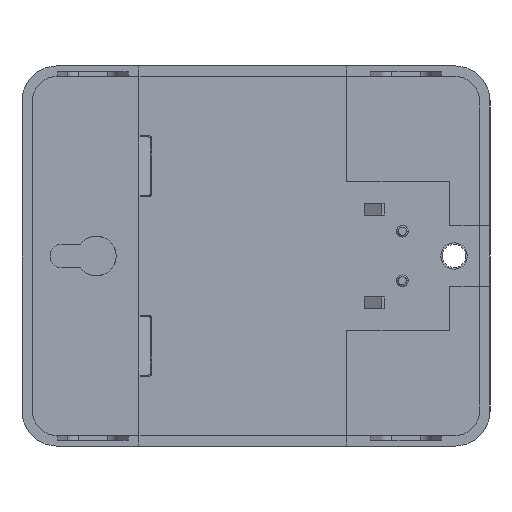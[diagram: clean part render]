
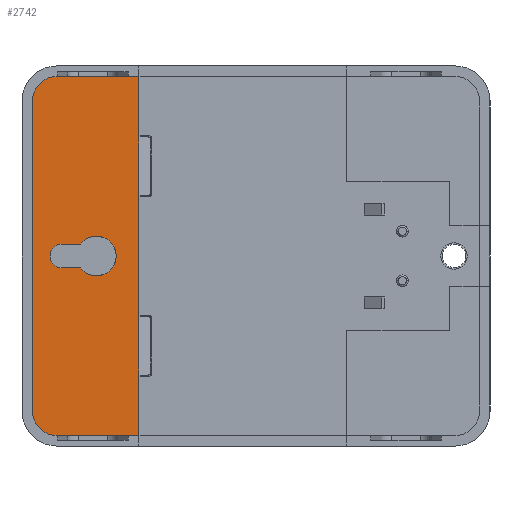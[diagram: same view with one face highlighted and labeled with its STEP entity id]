
A CAD part, left-side view. The second image highlights one B-rep face of the part: STEP entity #2742.
In plain terms, the highlighted face is planar.
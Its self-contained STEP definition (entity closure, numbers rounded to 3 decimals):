
#10 = VERTEX_POINT ( 'NONE', #6519 ) ;
#69 = ORIENTED_EDGE ( 'NONE', *, *, #11280, .T. ) ;
#117 = PLANE ( 'NONE',  #15637 ) ;
#346 = EDGE_CURVE ( 'NONE', #10, #12288, #16791, .T. ) ;
#720 = CARTESIAN_POINT ( 'NONE',  ( 0., -8.189, -28.65 ) ) ;
#862 = VECTOR ( 'NONE', #6737, 1000. ) ;
#1052 = CIRCLE ( 'NONE', #1628, 4.2 ) ;
#1235 = CARTESIAN_POINT ( 'NONE',  ( 0., -5.051, -30.7 ) ) ;
#1540 = VECTOR ( 'NONE', #23666, 1000. ) ;
#1628 = AXIS2_PLACEMENT_3D ( 'NONE', #2916, #2835, #2704 ) ;
#1656 = VECTOR ( 'NONE', #7560, 1000. ) ;
#2380 = LINE ( 'NONE', #7123, #3126 ) ;
#2704 = DIRECTION ( 'NONE',  ( 0., 0., 1. ) ) ;
#2742 = ADVANCED_FACE ( 'NONE', ( #29056, #28329 ), #117, .T. ) ;
#2835 = DIRECTION ( 'NONE',  ( 1., 0., 0. ) ) ;
#2916 = CARTESIAN_POINT ( 'NONE',  ( 0., -4.2, -57.2 ) ) ;
#3009 = CARTESIAN_POINT ( 'NONE',  ( 0., -18.2, -61.4 ) ) ;
#3126 = VECTOR ( 'NONE', #18505, 1000. ) ;
#3286 = VERTEX_POINT ( 'NONE', #14321 ) ;
#4308 = CARTESIAN_POINT ( 'NONE',  ( 0., -18.2, 0. ) ) ;
#4460 = VECTOR ( 'NONE', #17330, 1000. ) ;
#4607 = LINE ( 'NONE', #11070, #16107 ) ;
#4609 = EDGE_CURVE ( 'NONE', #27257, #7699, #25631, .T. ) ;
#4769 = ORIENTED_EDGE ( 'NONE', *, *, #29530, .T. ) ;
#4806 = LINE ( 'NONE', #14460, #16287 ) ;
#4843 = EDGE_LOOP ( 'NONE', ( #9577, #6182, #8254, #28892, #5941 ) ) ;
#5380 = EDGE_CURVE ( 'NONE', #7699, #7639, #15585, .T. ) ;
#5941 = ORIENTED_EDGE ( 'NONE', *, *, #28012, .T. ) ;
#6182 = ORIENTED_EDGE ( 'NONE', *, *, #5380, .T. ) ;
#6258 = VERTEX_POINT ( 'NONE', #720 ) ;
#6519 = CARTESIAN_POINT ( 'NONE',  ( 0., -18.2, -41.05 ) ) ;
#6665 = EDGE_CURVE ( 'NONE', #12548, #3286, #1052, .T. ) ;
#6737 = DIRECTION ( 'NONE',  ( 0., -1., 0. ) ) ;
#7075 = DIRECTION ( 'NONE',  ( 0., 0., -1. ) ) ;
#7123 = CARTESIAN_POINT ( 'NONE',  ( 0., 0., -28.65 ) ) ;
#7316 = CARTESIAN_POINT ( 'NONE',  ( 0., -10.901, -30.7 ) ) ;
#7560 = DIRECTION ( 'NONE',  ( 0., -1., 0. ) ) ;
#7639 = VERTEX_POINT ( 'NONE', #19371 ) ;
#7699 = VERTEX_POINT ( 'NONE', #18698 ) ;
#7761 = LINE ( 'NONE', #16983, #1540 ) ;
#8254 = ORIENTED_EDGE ( 'NONE', *, *, #24909, .T. ) ;
#8349 = EDGE_CURVE ( 'NONE', #3286, #21842, #28330, .T. ) ;
#9003 = DIRECTION ( 'NONE',  ( 0., 0., 1. ) ) ;
#9078 = CARTESIAN_POINT ( 'NONE',  ( 0., 0., 0. ) ) ;
#9161 = CARTESIAN_POINT ( 'NONE',  ( 0., 0., -61.4 ) ) ;
#9198 = EDGE_CURVE ( 'NONE', #24631, #16031, #4607, .T. ) ;
#9568 = CIRCLE ( 'NONE', #21070, 3.4 ) ;
#9577 = ORIENTED_EDGE ( 'NONE', *, *, #4609, .T. ) ;
#9639 = DIRECTION ( 'NONE',  ( 0., 1., 0. ) ) ;
#10439 = CARTESIAN_POINT ( 'NONE',  ( 0., -18.2, -61.4 ) ) ;
#11070 = CARTESIAN_POINT ( 'NONE',  ( 0., -18.2, -61.4 ) ) ;
#11275 = DIRECTION ( 'NONE',  ( 0., 1., 0. ) ) ;
#11280 = EDGE_CURVE ( 'NONE', #24631, #15475, #7761, .T. ) ;
#11679 = DIRECTION ( 'NONE',  ( 1., 0., 0. ) ) ;
#11687 = DIRECTION ( 'NONE',  ( 1., 0., 0. ) ) ;
#11732 = CARTESIAN_POINT ( 'NONE',  ( 0., -18.2, -20.35 ) ) ;
#11830 = LINE ( 'NONE', #21194, #1656 ) ;
#12249 = LINE ( 'NONE', #16040, #17553 ) ;
#12288 = VERTEX_POINT ( 'NONE', #20689 ) ;
#12548 = VERTEX_POINT ( 'NONE', #17266 ) ;
#12623 = DIRECTION ( 'NONE',  ( 0., 0., 1. ) ) ;
#12869 = ORIENTED_EDGE ( 'NONE', *, *, #15269, .F. ) ;
#13786 = DIRECTION ( 'NONE',  ( 0., 0., 1. ) ) ;
#14321 = CARTESIAN_POINT ( 'NONE',  ( 0., 0., -57.2 ) ) ;
#14419 = DIRECTION ( 'NONE',  ( 0., -1., 0. ) ) ;
#14460 = CARTESIAN_POINT ( 'NONE',  ( 0., 0., -61.4 ) ) ;
#14491 = ORIENTED_EDGE ( 'NONE', *, *, #8349, .T. ) ;
#15053 = EDGE_CURVE ( 'NONE', #18273, #12288, #16684, .T. ) ;
#15168 = CARTESIAN_POINT ( 'NONE',  ( 0., -4.2, 0. ) ) ;
#15183 = ORIENTED_EDGE ( 'NONE', *, *, #18742, .F. ) ;
#15269 = EDGE_CURVE ( 'NONE', #12548, #18273, #4806, .T. ) ;
#15475 = VERTEX_POINT ( 'NONE', #11732 ) ;
#15585 = CIRCLE ( 'NONE', #21279, 2.05 ) ;
#15637 = AXIS2_PLACEMENT_3D ( 'NONE', #15858, #11679, #11275 ) ;
#15858 = CARTESIAN_POINT ( 'NONE',  ( 0., 0., -61.4 ) ) ;
#16031 = VERTEX_POINT ( 'NONE', #4308 ) ;
#16040 = CARTESIAN_POINT ( 'NONE',  ( 0., -18.2, -61.4 ) ) ;
#16070 = CARTESIAN_POINT ( 'NONE',  ( 0., -5.051, -28.65 ) ) ;
#16107 = VECTOR ( 'NONE', #13786, 1000. ) ;
#16287 = VECTOR ( 'NONE', #14419, 1000. ) ;
#16431 = VERTEX_POINT ( 'NONE', #21118 ) ;
#16684 = LINE ( 'NONE', #17531, #4460 ) ;
#16791 = LINE ( 'NONE', #10439, #28998 ) ;
#16983 = CARTESIAN_POINT ( 'NONE',  ( 0., -18.2, -61.4 ) ) ;
#17266 = CARTESIAN_POINT ( 'NONE',  ( 0., -4.2, -61.4 ) ) ;
#17330 = DIRECTION ( 'NONE',  ( 0., 0., 1. ) ) ;
#17531 = CARTESIAN_POINT ( 'NONE',  ( 0., -18.2, -61.4 ) ) ;
#17553 = VECTOR ( 'NONE', #12623, 1000. ) ;
#18127 = DIRECTION ( 'NONE',  ( 0., 1., 0. ) ) ;
#18161 = ORIENTED_EDGE ( 'NONE', *, *, #15053, .F. ) ;
#18273 = VERTEX_POINT ( 'NONE', #3009 ) ;
#18293 = AXIS2_PLACEMENT_3D ( 'NONE', #22439, #11687, #18529 ) ;
#18505 = DIRECTION ( 'NONE',  ( 0., 1., 0. ) ) ;
#18529 = DIRECTION ( 'NONE',  ( 0., 0., -1. ) ) ;
#18698 = CARTESIAN_POINT ( 'NONE',  ( 0., -3.001, -30.7 ) ) ;
#18742 = EDGE_CURVE ( 'NONE', #10, #15475, #12249, .T. ) ;
#19371 = CARTESIAN_POINT ( 'NONE',  ( 0., -5.051, -32.75 ) ) ;
#19586 = EDGE_CURVE ( 'NONE', #21842, #22815, #21780, .T. ) ;
#19761 = ORIENTED_EDGE ( 'NONE', *, *, #6665, .T. ) ;
#20689 = CARTESIAN_POINT ( 'NONE',  ( 0., -18.2, -51.05 ) ) ;
#21070 = AXIS2_PLACEMENT_3D ( 'NONE', #7316, #23287, #9639 ) ;
#21118 = CARTESIAN_POINT ( 'NONE',  ( 0., -8.189, -32.75 ) ) ;
#21194 = CARTESIAN_POINT ( 'NONE',  ( 0., 0., -32.75 ) ) ;
#21238 = ORIENTED_EDGE ( 'NONE', *, *, #9198, .F. ) ;
#21279 = AXIS2_PLACEMENT_3D ( 'NONE', #24378, #24182, #23864 ) ;
#21780 = CIRCLE ( 'NONE', #18293, 4.2 ) ;
#21842 = VERTEX_POINT ( 'NONE', #26450 ) ;
#22232 = ORIENTED_EDGE ( 'NONE', *, *, #346, .T. ) ;
#22246 = VECTOR ( 'NONE', #9003, 1000. ) ;
#22439 = CARTESIAN_POINT ( 'NONE',  ( 0., -4.2, -4.2 ) ) ;
#22539 = CARTESIAN_POINT ( 'NONE',  ( 0., -18.2, -10.35 ) ) ;
#22815 = VERTEX_POINT ( 'NONE', #15168 ) ;
#23287 = DIRECTION ( 'NONE',  ( -1., 0., 0. ) ) ;
#23666 = DIRECTION ( 'NONE',  ( 0., 0., -1. ) ) ;
#23864 = DIRECTION ( 'NONE',  ( 0., 1., 0. ) ) ;
#24182 = DIRECTION ( 'NONE',  ( -1., 0., 0. ) ) ;
#24378 = CARTESIAN_POINT ( 'NONE',  ( 0., -5.051, -30.7 ) ) ;
#24631 = VERTEX_POINT ( 'NONE', #22539 ) ;
#24909 = EDGE_CURVE ( 'NONE', #7639, #16431, #11830, .T. ) ;
#25631 = CIRCLE ( 'NONE', #26710, 2.05 ) ;
#25984 = DIRECTION ( 'NONE',  ( -1., 0., 0. ) ) ;
#26002 = LINE ( 'NONE', #9078, #862 ) ;
#26450 = CARTESIAN_POINT ( 'NONE',  ( 0., 0., -4.2 ) ) ;
#26669 = EDGE_CURVE ( 'NONE', #16431, #6258, #9568, .T. ) ;
#26710 = AXIS2_PLACEMENT_3D ( 'NONE', #1235, #25984, #18127 ) ;
#27193 = EDGE_LOOP ( 'NONE', ( #22232, #18161, #12869, #19761, #14491, #27308, #4769, #21238, #69, #15183 ) ) ;
#27257 = VERTEX_POINT ( 'NONE', #16070 ) ;
#27308 = ORIENTED_EDGE ( 'NONE', *, *, #19586, .T. ) ;
#28012 = EDGE_CURVE ( 'NONE', #6258, #27257, #2380, .T. ) ;
#28329 = FACE_BOUND ( 'NONE', #4843, .T. ) ;
#28330 = LINE ( 'NONE', #9161, #22246 ) ;
#28892 = ORIENTED_EDGE ( 'NONE', *, *, #26669, .T. ) ;
#28998 = VECTOR ( 'NONE', #7075, 1000. ) ;
#29056 = FACE_OUTER_BOUND ( 'NONE', #27193, .T. ) ;
#29530 = EDGE_CURVE ( 'NONE', #22815, #16031, #26002, .T. ) ;
